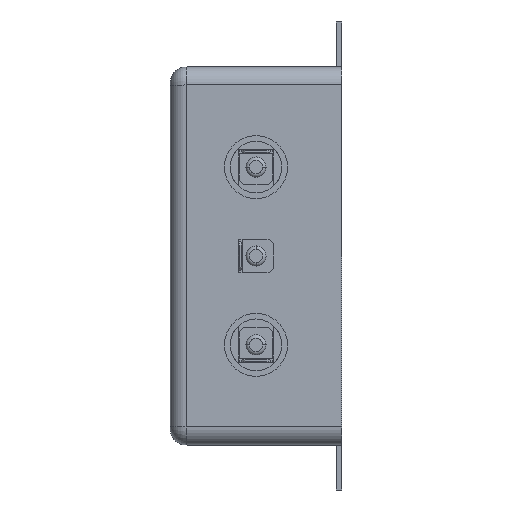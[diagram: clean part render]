
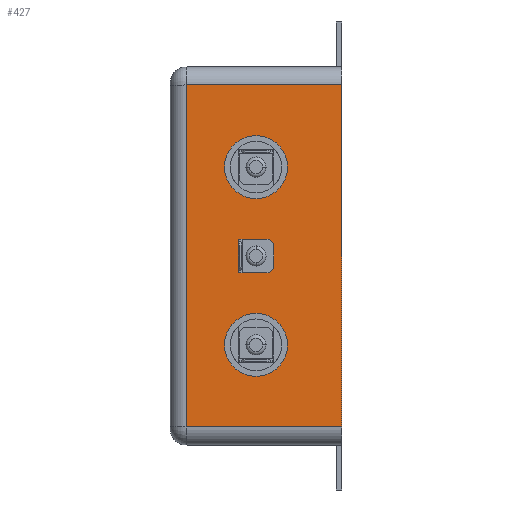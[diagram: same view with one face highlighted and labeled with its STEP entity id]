
A CAD part, left-side view. The second image highlights one B-rep face of the part: STEP entity #427.
In plain terms, the highlighted planar face has unit normal (-1, 0, 0).
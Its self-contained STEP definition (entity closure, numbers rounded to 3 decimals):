
#48 = DIRECTION ( 'NONE',  ( 0., 1., 0. ) ) ;
#63 = DIRECTION ( 'NONE',  ( 0., 0., -1. ) ) ;
#73 = LINE ( 'NONE', #3409, #1317 ) ;
#145 = VERTEX_POINT ( 'NONE', #2737 ) ;
#183 = DIRECTION ( 'NONE',  ( -1., 0., 0. ) ) ;
#226 = VERTEX_POINT ( 'NONE', #3698 ) ;
#233 = AXIS2_PLACEMENT_3D ( 'NONE', #3022, #2375, #3286 ) ;
#359 = DIRECTION ( 'NONE',  ( 1., 0., 0. ) ) ;
#420 = DIRECTION ( 'NONE',  ( 1., 0., 0. ) ) ;
#427 = ADVANCED_FACE ( 'NONE', ( #2473, #1741, #3435, #1049 ), #1324, .F. ) ;
#430 = EDGE_CURVE ( 'NONE', #2197, #1756, #1792, .T. ) ;
#565 = ORIENTED_EDGE ( 'NONE', *, *, #3431, .F. ) ;
#589 = CIRCLE ( 'NONE', #684, 2.25 ) ;
#611 = LINE ( 'NONE', #3749, #2694 ) ;
#627 = VECTOR ( 'NONE', #1393, 1000. ) ;
#684 = AXIS2_PLACEMENT_3D ( 'NONE', #2568, #3437, #1569 ) ;
#796 = DIRECTION ( 'NONE',  ( 0., 1., 0. ) ) ;
#843 = AXIS2_PLACEMENT_3D ( 'NONE', #2607, #420, #796 ) ;
#851 = EDGE_CURVE ( 'NONE', #2565, #1306, #3050, .T. ) ;
#887 = CARTESIAN_POINT ( 'NONE',  ( -49.25, 16.8, -19.75 ) ) ;
#942 = VECTOR ( 'NONE', #1038, 1000. ) ;
#993 = VERTEX_POINT ( 'NONE', #3329 ) ;
#1007 = CARTESIAN_POINT ( 'NONE',  ( -49.25, 19.05, -19.75 ) ) ;
#1019 = CARTESIAN_POINT ( 'NONE',  ( -49.25, 0., 38. ) ) ;
#1038 = DIRECTION ( 'NONE',  ( 0., 1., 0. ) ) ;
#1049 = FACE_OUTER_BOUND ( 'NONE', #1975, .T. ) ;
#1086 = CARTESIAN_POINT ( 'NONE',  ( -49.25, 34.6, 0. ) ) ;
#1212 = AXIS2_PLACEMENT_3D ( 'NONE', #1007, #359, #48 ) ;
#1292 = ORIENTED_EDGE ( 'NONE', *, *, #3769, .F. ) ;
#1305 = EDGE_CURVE ( 'NONE', #2329, #2972, #1932, .T. ) ;
#1306 = VERTEX_POINT ( 'NONE', #2310 ) ;
#1317 = VECTOR ( 'NONE', #2153, 1000. ) ;
#1324 = PLANE ( 'NONE',  #3758 ) ;
#1338 = LINE ( 'NONE', #1086, #627 ) ;
#1393 = DIRECTION ( 'NONE',  ( 0., 0., 1. ) ) ;
#1426 = CIRCLE ( 'NONE', #2194, 2.25 ) ;
#1561 = ORIENTED_EDGE ( 'NONE', *, *, #1305, .T. ) ;
#1569 = DIRECTION ( 'NONE',  ( 0., 1., 0. ) ) ;
#1636 = DIRECTION ( 'NONE',  ( 1., 0., 0. ) ) ;
#1660 = CARTESIAN_POINT ( 'NONE',  ( -49.25, 17.3, -38. ) ) ;
#1702 = CARTESIAN_POINT ( 'NONE',  ( -49.25, 19.05, 0. ) ) ;
#1722 = CARTESIAN_POINT ( 'NONE',  ( -49.25, 0., -38. ) ) ;
#1741 = FACE_BOUND ( 'NONE', #3746, .T. ) ;
#1756 = VERTEX_POINT ( 'NONE', #3885 ) ;
#1792 = LINE ( 'NONE', #1660, #942 ) ;
#1848 = ORIENTED_EDGE ( 'NONE', *, *, #3646, .F. ) ;
#1912 = EDGE_LOOP ( 'NONE', ( #1292, #3490 ) ) ;
#1932 = CIRCLE ( 'NONE', #843, 2.25 ) ;
#1953 = DIRECTION ( 'NONE',  ( 0., 0., -1. ) ) ;
#1975 = EDGE_LOOP ( 'NONE', ( #2156, #2005, #3796, #565 ) ) ;
#2005 = ORIENTED_EDGE ( 'NONE', *, *, #430, .F. ) ;
#2012 = CARTESIAN_POINT ( 'NONE',  ( -49.25, 19.05, 19.75 ) ) ;
#2110 = CIRCLE ( 'NONE', #1212, 2.25 ) ;
#2129 = DIRECTION ( 'NONE',  ( 0., 1., 0. ) ) ;
#2153 = DIRECTION ( 'NONE',  ( 0., -1., 0. ) ) ;
#2156 = ORIENTED_EDGE ( 'NONE', *, *, #3927, .F. ) ;
#2172 = CIRCLE ( 'NONE', #3470, 2.25 ) ;
#2194 = AXIS2_PLACEMENT_3D ( 'NONE', #2012, #183, #2129 ) ;
#2197 = VERTEX_POINT ( 'NONE', #1722 ) ;
#2232 = CARTESIAN_POINT ( 'NONE',  ( -49.25, 19.05, 2.25 ) ) ;
#2310 = CARTESIAN_POINT ( 'NONE',  ( -49.25, 19.05, -2.25 ) ) ;
#2329 = VERTEX_POINT ( 'NONE', #887 ) ;
#2375 = DIRECTION ( 'NONE',  ( -1., 0., 0. ) ) ;
#2473 = FACE_BOUND ( 'NONE', #1912, .T. ) ;
#2484 = EDGE_LOOP ( 'NONE', ( #3314, #1561 ) ) ;
#2550 = EDGE_CURVE ( 'NONE', #2972, #2329, #2110, .T. ) ;
#2565 = VERTEX_POINT ( 'NONE', #2232 ) ;
#2568 = CARTESIAN_POINT ( 'NONE',  ( -49.25, 19.05, 19.75 ) ) ;
#2574 = ORIENTED_EDGE ( 'NONE', *, *, #2626, .F. ) ;
#2607 = CARTESIAN_POINT ( 'NONE',  ( -49.25, 19.05, -19.75 ) ) ;
#2626 = EDGE_CURVE ( 'NONE', #226, #3008, #1426, .T. ) ;
#2694 = VECTOR ( 'NONE', #1953, 1000. ) ;
#2737 = CARTESIAN_POINT ( 'NONE',  ( -49.25, 34.6, 38. ) ) ;
#2972 = VERTEX_POINT ( 'NONE', #4016 ) ;
#3008 = VERTEX_POINT ( 'NONE', #3727 ) ;
#3022 = CARTESIAN_POINT ( 'NONE',  ( -49.25, 19.05, 0. ) ) ;
#3050 = CIRCLE ( 'NONE', #233, 2.25 ) ;
#3139 = EDGE_CURVE ( 'NONE', #993, #2197, #611, .T. ) ;
#3242 = DIRECTION ( 'NONE',  ( -1., 0., 0. ) ) ;
#3286 = DIRECTION ( 'NONE',  ( 0., 0., -1. ) ) ;
#3314 = ORIENTED_EDGE ( 'NONE', *, *, #2550, .T. ) ;
#3329 = CARTESIAN_POINT ( 'NONE',  ( -49.25, 0., 38. ) ) ;
#3409 = CARTESIAN_POINT ( 'NONE',  ( -49.25, 17.3, 38. ) ) ;
#3431 = EDGE_CURVE ( 'NONE', #145, #993, #73, .T. ) ;
#3435 = FACE_BOUND ( 'NONE', #2484, .T. ) ;
#3437 = DIRECTION ( 'NONE',  ( -1., 0., 0. ) ) ;
#3470 = AXIS2_PLACEMENT_3D ( 'NONE', #1702, #3242, #3843 ) ;
#3490 = ORIENTED_EDGE ( 'NONE', *, *, #851, .F. ) ;
#3646 = EDGE_CURVE ( 'NONE', #3008, #226, #589, .T. ) ;
#3698 = CARTESIAN_POINT ( 'NONE',  ( -49.25, 21.3, 19.75 ) ) ;
#3727 = CARTESIAN_POINT ( 'NONE',  ( -49.25, 16.8, 19.75 ) ) ;
#3746 = EDGE_LOOP ( 'NONE', ( #2574, #1848 ) ) ;
#3749 = CARTESIAN_POINT ( 'NONE',  ( -49.25, 0., 0. ) ) ;
#3758 = AXIS2_PLACEMENT_3D ( 'NONE', #1019, #1636, #63 ) ;
#3769 = EDGE_CURVE ( 'NONE', #1306, #2565, #2172, .T. ) ;
#3796 = ORIENTED_EDGE ( 'NONE', *, *, #3139, .F. ) ;
#3843 = DIRECTION ( 'NONE',  ( 0., 0., -1. ) ) ;
#3885 = CARTESIAN_POINT ( 'NONE',  ( -49.25, 34.6, -38. ) ) ;
#3927 = EDGE_CURVE ( 'NONE', #1756, #145, #1338, .T. ) ;
#4016 = CARTESIAN_POINT ( 'NONE',  ( -49.25, 21.3, -19.75 ) ) ;
